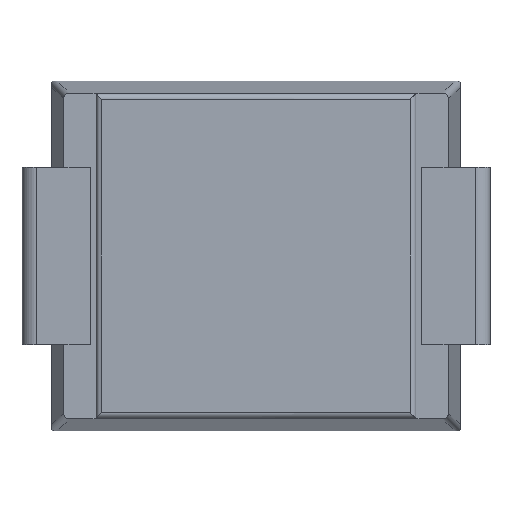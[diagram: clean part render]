
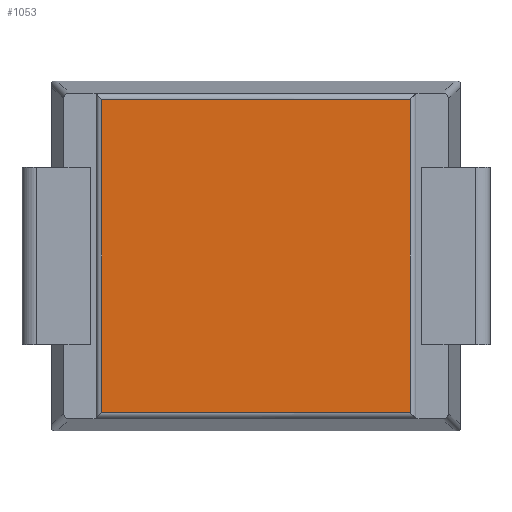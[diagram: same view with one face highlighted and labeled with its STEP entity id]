
A CAD part, front view. The second image highlights one B-rep face of the part: STEP entity #1053.
In plain terms, the highlighted planar face has unit normal (0, -1, 0).
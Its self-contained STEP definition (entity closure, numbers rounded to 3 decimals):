
#25 = VERTEX_POINT ( 'NONE', #2383 ) ;
#118 = LINE ( 'NONE', #1142, #2358 ) ;
#176 = DIRECTION ( 'NONE',  ( -1., 0., 0. ) ) ;
#183 = VERTEX_POINT ( 'NONE', #247 ) ;
#247 = CARTESIAN_POINT ( 'NONE',  ( 2.6, -1.028, 2.641 ) ) ;
#421 = CARTESIAN_POINT ( 'NONE',  ( 2.6, -1.028, 2.95 ) ) ;
#568 = FACE_OUTER_BOUND ( 'NONE', #1514, .T. ) ;
#619 = CARTESIAN_POINT ( 'NONE',  ( -2.6, -1.028, -2.641 ) ) ;
#638 = LINE ( 'NONE', #421, #2214 ) ;
#800 = EDGE_CURVE ( 'NONE', #2076, #2064, #1249, .T. ) ;
#895 = VECTOR ( 'NONE', #2070, 1000. ) ;
#948 = CARTESIAN_POINT ( 'NONE',  ( 0., -1.028, 2.95 ) ) ;
#1053 = ADVANCED_FACE ( 'NONE', ( #568 ), #2194, .T. ) ;
#1103 = AXIS2_PLACEMENT_3D ( 'NONE', #948, #1161, #1781 ) ;
#1123 = ORIENTED_EDGE ( 'NONE', *, *, #1404, .T. ) ;
#1142 = CARTESIAN_POINT ( 'NONE',  ( 0., -1.028, 2.641 ) ) ;
#1161 = DIRECTION ( 'NONE',  ( 0., -1., 0. ) ) ;
#1208 = LINE ( 'NONE', #2374, #1695 ) ;
#1249 = LINE ( 'NONE', #2453, #895 ) ;
#1404 = EDGE_CURVE ( 'NONE', #183, #25, #118, .T. ) ;
#1446 = ORIENTED_EDGE ( 'NONE', *, *, #2011, .T. ) ;
#1465 = ORIENTED_EDGE ( 'NONE', *, *, #800, .T. ) ;
#1514 = EDGE_LOOP ( 'NONE', ( #1446, #1465, #1984, #1123 ) ) ;
#1695 = VECTOR ( 'NONE', #1998, 1000. ) ;
#1781 = DIRECTION ( 'NONE',  ( 0., 0., -1. ) ) ;
#1879 = DIRECTION ( 'NONE',  ( 0., 0., 1. ) ) ;
#1984 = ORIENTED_EDGE ( 'NONE', *, *, #2614, .T. ) ;
#1998 = DIRECTION ( 'NONE',  ( 0., 0., -1. ) ) ;
#2011 = EDGE_CURVE ( 'NONE', #25, #2076, #1208, .T. ) ;
#2064 = VERTEX_POINT ( 'NONE', #2441 ) ;
#2070 = DIRECTION ( 'NONE',  ( 1., 0., 0. ) ) ;
#2076 = VERTEX_POINT ( 'NONE', #619 ) ;
#2194 = PLANE ( 'NONE',  #1103 ) ;
#2214 = VECTOR ( 'NONE', #1879, 1000. ) ;
#2358 = VECTOR ( 'NONE', #176, 1000. ) ;
#2374 = CARTESIAN_POINT ( 'NONE',  ( -2.6, -1.028, -2.725 ) ) ;
#2383 = CARTESIAN_POINT ( 'NONE',  ( -2.6, -1.028, 2.641 ) ) ;
#2441 = CARTESIAN_POINT ( 'NONE',  ( 2.6, -1.028, -2.641 ) ) ;
#2453 = CARTESIAN_POINT ( 'NONE',  ( 2.7, -1.028, -2.641 ) ) ;
#2614 = EDGE_CURVE ( 'NONE', #2064, #183, #638, .T. ) ;
